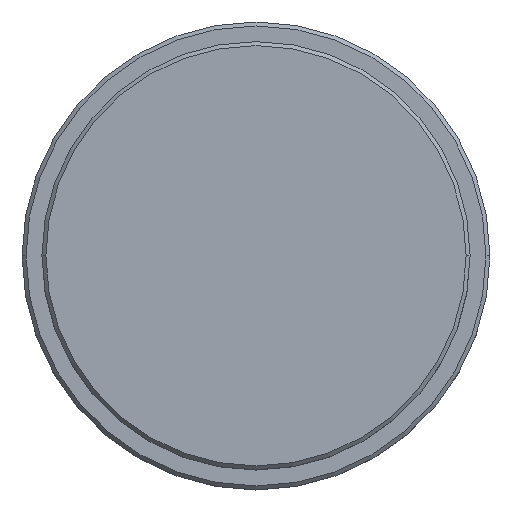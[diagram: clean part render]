
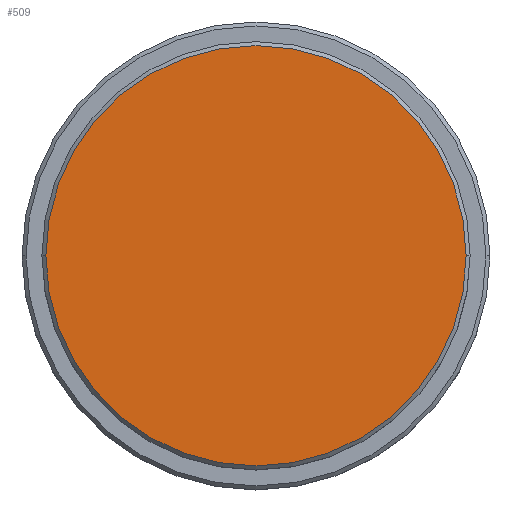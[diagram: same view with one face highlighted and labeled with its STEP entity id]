
A CAD part, top view. The second image highlights one B-rep face of the part: STEP entity #509.
In plain terms, the highlighted planar face has unit normal (0, 0, 1).
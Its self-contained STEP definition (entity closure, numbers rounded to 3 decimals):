
#9 = DIRECTION ( 'NONE',  ( 1., 0., 0. ) ) ;
#12 = AXIS2_PLACEMENT_3D ( 'NONE', #366, #130, #122 ) ;
#44 = CARTESIAN_POINT ( 'NONE',  ( -26.5, 0., 0. ) ) ;
#115 = DIRECTION ( 'NONE',  ( 1., 0., 0. ) ) ;
#118 = VERTEX_POINT ( 'NONE', #1323 ) ;
#122 = DIRECTION ( 'NONE',  ( 1., 0., 0. ) ) ;
#130 = DIRECTION ( 'NONE',  ( 0., 0., 1. ) ) ;
#265 = CIRCLE ( 'NONE', #831, 26.5 ) ;
#269 = CIRCLE ( 'NONE', #566, 26.5 ) ;
#273 = ORIENTED_EDGE ( 'NONE', *, *, #1007, .T. ) ;
#366 = CARTESIAN_POINT ( 'NONE',  ( 0., 0., 0. ) ) ;
#458 = DIRECTION ( 'NONE',  ( 0., 0., 1. ) ) ;
#509 = ADVANCED_FACE ( 'NONE', ( #962 ), #864, .T. ) ;
#566 = AXIS2_PLACEMENT_3D ( 'NONE', #1337, #458, #9 ) ;
#580 = EDGE_CURVE ( 'NONE', #118, #1232, #265, .T. ) ;
#831 = AXIS2_PLACEMENT_3D ( 'NONE', #997, #1010, #115 ) ;
#864 = PLANE ( 'NONE',  #12 ) ;
#934 = ORIENTED_EDGE ( 'NONE', *, *, #580, .T. ) ;
#962 = FACE_OUTER_BOUND ( 'NONE', #1126, .T. ) ;
#997 = CARTESIAN_POINT ( 'NONE',  ( 0., 0., 0. ) ) ;
#1007 = EDGE_CURVE ( 'NONE', #1232, #118, #269, .T. ) ;
#1010 = DIRECTION ( 'NONE',  ( 0., 0., 1. ) ) ;
#1126 = EDGE_LOOP ( 'NONE', ( #273, #934 ) ) ;
#1232 = VERTEX_POINT ( 'NONE', #44 ) ;
#1323 = CARTESIAN_POINT ( 'NONE',  ( 26.5, 0., 0. ) ) ;
#1337 = CARTESIAN_POINT ( 'NONE',  ( 0., 0., 0. ) ) ;
